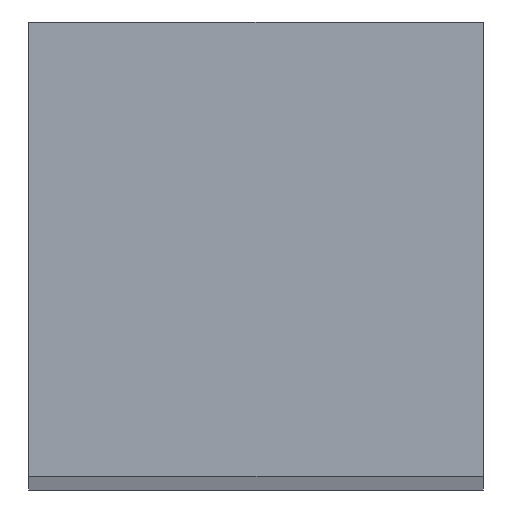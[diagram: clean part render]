
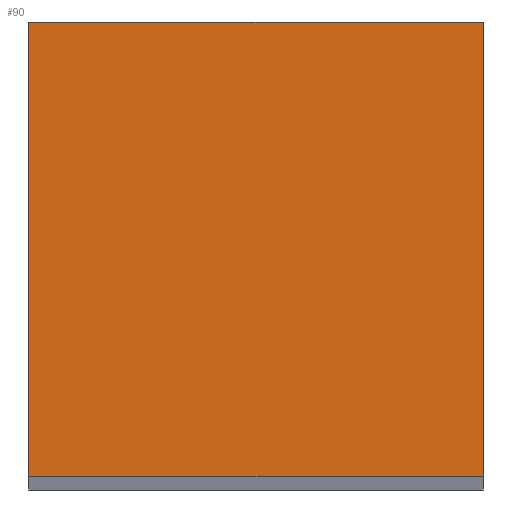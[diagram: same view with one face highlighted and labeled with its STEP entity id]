
A CAD part, top view. The second image highlights one B-rep face of the part: STEP entity #90.
In plain terms, the highlighted planar face has unit normal (0, 0, 1).
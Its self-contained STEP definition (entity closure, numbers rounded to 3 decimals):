
#1 = VECTOR ( 'NONE', #46, 1000. ) ;
#4 = DIRECTION ( 'NONE',  ( 0., 0., 1. ) ) ;
#5 = LINE ( 'NONE', #40, #95 ) ;
#13 = ORIENTED_EDGE ( 'NONE', *, *, #107, .T. ) ;
#15 = ORIENTED_EDGE ( 'NONE', *, *, #169, .T. ) ;
#22 = CARTESIAN_POINT ( 'NONE',  ( 20., 20., 695. ) ) ;
#24 = CARTESIAN_POINT ( 'NONE',  ( -20., 20., 695. ) ) ;
#31 = CARTESIAN_POINT ( 'NONE',  ( -20., -20., 695. ) ) ;
#33 = ORIENTED_EDGE ( 'NONE', *, *, #143, .T. ) ;
#35 = VECTOR ( 'NONE', #117, 1000. ) ;
#40 = CARTESIAN_POINT ( 'NONE',  ( 20., -20., 695. ) ) ;
#44 = DIRECTION ( 'NONE',  ( 0., -1., 0. ) ) ;
#46 = DIRECTION ( 'NONE',  ( -1., 0., 0. ) ) ;
#50 = CARTESIAN_POINT ( 'NONE',  ( 20., -20., 695. ) ) ;
#59 = VERTEX_POINT ( 'NONE', #31 ) ;
#63 = VECTOR ( 'NONE', #44, 1000. ) ;
#65 = VERTEX_POINT ( 'NONE', #127 ) ;
#70 = CARTESIAN_POINT ( 'NONE',  ( 0., 0., 695. ) ) ;
#74 = LINE ( 'NONE', #114, #35 ) ;
#77 = AXIS2_PLACEMENT_3D ( 'NONE', #70, #4, #180 ) ;
#79 = EDGE_CURVE ( 'NONE', #157, #59, #144, .T. ) ;
#90 = ADVANCED_FACE ( 'NONE', ( #178 ), #181, .T. ) ;
#95 = VECTOR ( 'NONE', #161, 1000. ) ;
#98 = ORIENTED_EDGE ( 'NONE', *, *, #79, .T. ) ;
#107 = EDGE_CURVE ( 'NONE', #59, #140, #5, .T. ) ;
#114 = CARTESIAN_POINT ( 'NONE',  ( 20., -20., 695. ) ) ;
#117 = DIRECTION ( 'NONE',  ( 0., 1., 0. ) ) ;
#127 = CARTESIAN_POINT ( 'NONE',  ( 20., 20., 695. ) ) ;
#137 = EDGE_LOOP ( 'NONE', ( #98, #13, #33, #15 ) ) ;
#140 = VERTEX_POINT ( 'NONE', #50 ) ;
#143 = EDGE_CURVE ( 'NONE', #140, #65, #74, .T. ) ;
#144 = LINE ( 'NONE', #160, #63 ) ;
#157 = VERTEX_POINT ( 'NONE', #24 ) ;
#160 = CARTESIAN_POINT ( 'NONE',  ( -20., -20., 695. ) ) ;
#161 = DIRECTION ( 'NONE',  ( 1., 0., 0. ) ) ;
#169 = EDGE_CURVE ( 'NONE', #65, #157, #171, .T. ) ;
#171 = LINE ( 'NONE', #22, #1 ) ;
#178 = FACE_OUTER_BOUND ( 'NONE', #137, .T. ) ;
#180 = DIRECTION ( 'NONE',  ( 1., 0., 0. ) ) ;
#181 = PLANE ( 'NONE',  #77 ) ;
